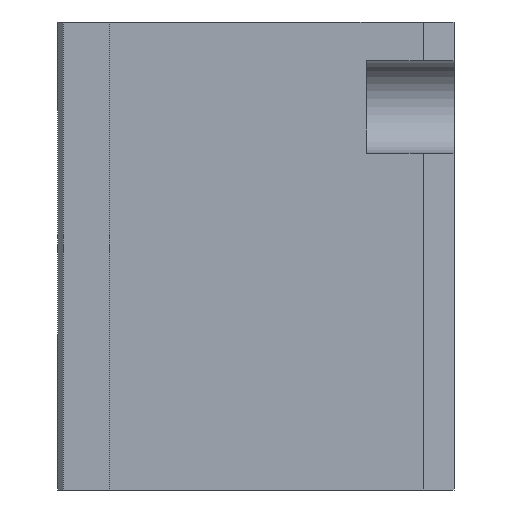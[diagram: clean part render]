
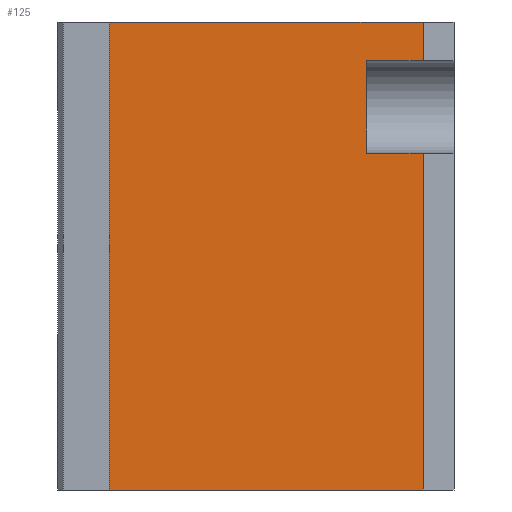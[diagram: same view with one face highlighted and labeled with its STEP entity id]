
A CAD part, left-side view. The second image highlights one B-rep face of the part: STEP entity #125.
In plain terms, the highlighted planar face has unit normal (-1, 0, 0).
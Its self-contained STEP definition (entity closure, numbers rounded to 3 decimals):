
#125 = ADVANCED_FACE( '', ( #250 ), #251, .T. );
#250 = FACE_OUTER_BOUND( '', #398, .T. );
#251 = PLANE( '', #399 );
#398 = EDGE_LOOP( '', ( #824, #825, #826, #827, #828, #829, #830, #831 ) );
#399 = AXIS2_PLACEMENT_3D( '', #832, #833, #834 );
#824 = ORIENTED_EDGE( '', *, *, #1125, .T. );
#825 = ORIENTED_EDGE( '', *, *, #1120, .T. );
#826 = ORIENTED_EDGE( '', *, *, #1113, .T. );
#827 = ORIENTED_EDGE( '', *, *, #1130, .T. );
#828 = ORIENTED_EDGE( '', *, *, #1075, .T. );
#829 = ORIENTED_EDGE( '', *, *, #1131, .F. );
#830 = ORIENTED_EDGE( '', *, *, #1132, .T. );
#831 = ORIENTED_EDGE( '', *, *, #1133, .T. );
#832 = CARTESIAN_POINT( '', ( -53., 6., 0. ) );
#833 = DIRECTION( '', ( -1., 0., 0. ) );
#834 = DIRECTION( '', ( 0., -1., 0. ) );
#1075 = EDGE_CURVE( '', #1322, #1320, #1323, .T. );
#1113 = EDGE_CURVE( '', #1374, #1375, #1376, .T. );
#1120 = EDGE_CURVE( '', #1387, #1374, #1388, .T. );
#1125 = EDGE_CURVE( '', #1395, #1387, #1396, .T. );
#1130 = EDGE_CURVE( '', #1375, #1322, #1403, .T. );
#1131 = EDGE_CURVE( '', #1404, #1320, #1405, .T. );
#1132 = EDGE_CURVE( '', #1404, #1406, #1407, .T. );
#1133 = EDGE_CURVE( '', #1406, #1395, #1408, .T. );
#1320 = VERTEX_POINT( '', #1718 );
#1322 = VERTEX_POINT( '', #1721 );
#1323 = LINE( '', #1722, #1723 );
#1374 = VERTEX_POINT( '', #1847 );
#1375 = VERTEX_POINT( '', #1848 );
#1376 = LINE( '', #1849, #1850 );
#1387 = VERTEX_POINT( '', #1867 );
#1388 = LINE( '', #1868, #1869 );
#1395 = VERTEX_POINT( '', #1878 );
#1396 = LINE( '', #1879, #1880 );
#1403 = LINE( '', #1891, #1892 );
#1404 = VERTEX_POINT( '', #1893 );
#1405 = LINE( '', #1894, #1895 );
#1406 = VERTEX_POINT( '', #1896 );
#1407 = LINE( '', #1897, #1898 );
#1408 = LINE( '', #1899, #1900 );
#1718 = CARTESIAN_POINT( '', ( -53., 67., 91. ) );
#1721 = CARTESIAN_POINT( '', ( -53., 6., 91. ) );
#1722 = CARTESIAN_POINT( '', ( -53., 67., 91. ) );
#1723 = VECTOR( '', #2109, 1. );
#1847 = CARTESIAN_POINT( '', ( -53., 17., 83.5 ) );
#1848 = CARTESIAN_POINT( '', ( -53., 6., 83.5 ) );
#1849 = CARTESIAN_POINT( '', ( -53., 11.5, 83.5 ) );
#1850 = VECTOR( '', #2185, 1. );
#1867 = CARTESIAN_POINT( '', ( -53., 17., 65.5 ) );
#1868 = CARTESIAN_POINT( '', ( -53., 17., 0. ) );
#1869 = VECTOR( '', #2192, 1. );
#1878 = CARTESIAN_POINT( '', ( -53., 6., 65.5 ) );
#1879 = CARTESIAN_POINT( '', ( -53., 11.5, 65.5 ) );
#1880 = VECTOR( '', #2201, 1. );
#1891 = CARTESIAN_POINT( '', ( -53., 6., 0. ) );
#1892 = VECTOR( '', #2206, 1. );
#1893 = CARTESIAN_POINT( '', ( -53., 67., 0. ) );
#1894 = CARTESIAN_POINT( '', ( -53., 67., 0. ) );
#1895 = VECTOR( '', #2207, 1. );
#1896 = CARTESIAN_POINT( '', ( -53., 6., 0. ) );
#1897 = CARTESIAN_POINT( '', ( -53., 67., 0. ) );
#1898 = VECTOR( '', #2208, 1. );
#1899 = CARTESIAN_POINT( '', ( -53., 6., 0. ) );
#1900 = VECTOR( '', #2209, 1. );
#2109 = DIRECTION( '', ( 0., 1., 0. ) );
#2185 = DIRECTION( '', ( 0., -1., 0. ) );
#2192 = DIRECTION( '', ( 0., 0., 1. ) );
#2201 = DIRECTION( '', ( 0., 1., 0. ) );
#2206 = DIRECTION( '', ( 0., 0., 1. ) );
#2207 = DIRECTION( '', ( 0., 0., 1. ) );
#2208 = DIRECTION( '', ( 0., -1., 0. ) );
#2209 = DIRECTION( '', ( 0., 0., 1. ) );
